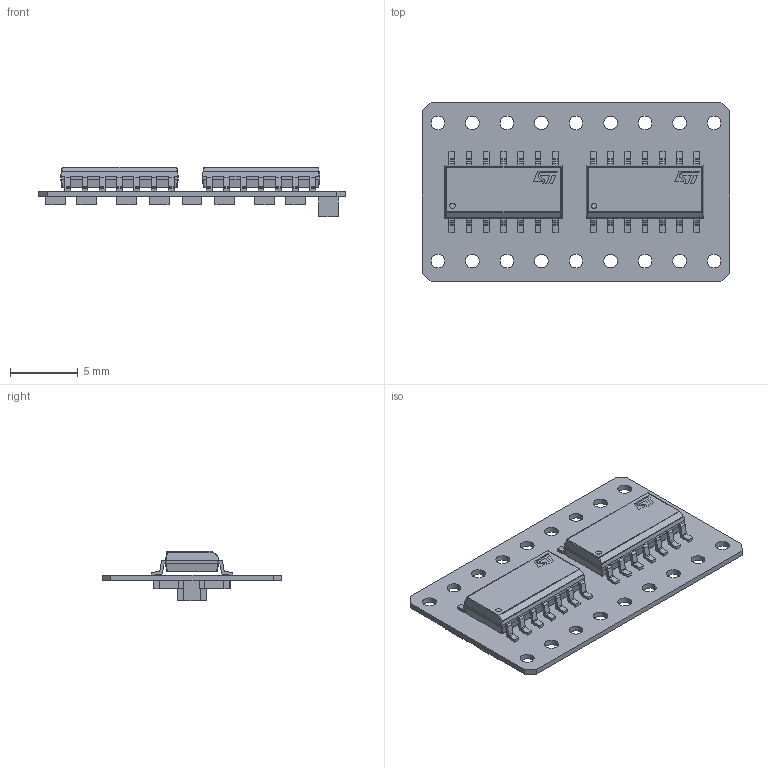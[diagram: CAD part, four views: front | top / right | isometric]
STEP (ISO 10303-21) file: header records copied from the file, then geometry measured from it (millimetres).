
FILE_DESCRIPTION(('Open CASCADE Model'),'2;1');
FILE_NAME('Open CASCADE Shape Model','2021-07-30T20:23:25',('Author'),( 'Open CASCADE'),'Open CASCADE STEP processor 6.8','Open CASCADE 6.8' ,'Unknown');
FILE_SCHEMA(('AUTOMOTIVE_DESIGN { 1 0 10303 214 1 1 1 1 }'));
Length unit declared in the file: millimetre
Products named in the file (36): PCB; Board; Open CASCADE STEP translator 6.8 3.1.1; C1; 9673582016; Extruded; 9673581776; U2; IC_STMicroelectronics_LM324DT_eec; IC_BODY; circle; IC_LEG; STMicroelectronics; IC_LEG_MIR8; R16; 9673581616; 9673581456; R15; R12; R11; R8; R7; R4; R3; U1; R14; R13; R10; R9; R6; R5; R2; R1
Assembly tree (95 placements, depth 4):
  PCB
    Board
      Open CASCADE STEP translator 6.8 3.1.1
    C1
      9673582016  x2
        Extruded
      9673581776
        Extruded
    U2
      IC_STMicroelectronics_LM324DT_eec
        IC_BODY
        circle
        IC_LEG  x7
        STMicroelectronics
        IC_LEG_MIR8  x7
    R16
      9673581616
        Extruded
      9673581456  x2
        Extruded
    R15
      9673581616
        Extruded
      9673581456  x2
        Extruded
    R12
      9673581616
        Extruded
      9673581456  x2
        Extruded
    R11
      9673581616
        Extruded
      9673581456  x2
        Extruded
    R8
      9673581616
        Extruded
      9673581456  x2
        Extruded
    R7
      9673581616
        Extruded
      9673581456  x2
        Extruded
    R4
      9673581616
        Extruded
      9673581456  x2
        Extruded
    R3
      9673581616
        Extruded
      9673581456  x2
        Extruded
    U1
      IC_STMicroelectronics_LM324DT_eec
        IC_BODY
        circle
        IC_LEG  x7
Bounding box: 22.61 x 13.21 x 3.61 mm (x, y, z)
Volume: 253.6 mm3; surface area: 1141.6 mm2
Topology: 90 solids, 90 shells, 886 faces, 2064 edges, 1358 vertices
Faces by surface type: plane 678, cylinder 190, sphere 18
Full cylindrical faces by diameter (mm): 0.4 x2, 1.016 x18
Entity records: 6011 total; most frequent: DIRECTION 1013, CARTESIAN_POINT 882, ORIENTED_EDGE 762, EDGE_CURVE 381, AXIS2_PLACEMENT_3D 376, LINE 261, VECTOR 261, VERTEX_POINT 245
